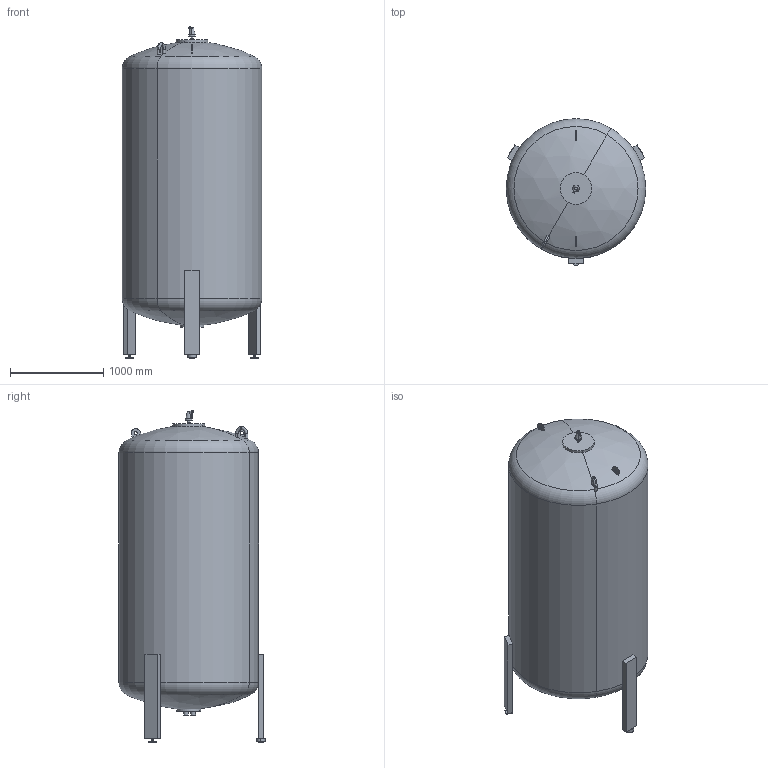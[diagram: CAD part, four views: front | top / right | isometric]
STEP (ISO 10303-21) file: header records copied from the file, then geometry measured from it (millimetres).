
FILE_DESCRIPTION (( 'STEP AP214' ), '1' );
FILE_NAME ('MV_5000_3.STEP', '2024-04-08T13:10:37', ( '' ), ( '' ), 'SwSTEP 2.0', 'SolidWorks 2021', '' );
FILE_SCHEMA (( 'AUTOMOTIVE_DESIGN' ));
Length unit declared in the file: millimetre
Products named in the file (3): MV_5000_3.dwg; MV_5000_3; 17722_flmacomat_fg_5000_pn3.dwg
Assembly tree (2 placements, depth 3):
  MV_5000_3
    MV_5000_3.dwg
      17722_flmacomat_fg_5000_pn3.dwg
Bounding box: 1500 x 1570 x 3568.75 mm (x, y, z)
Volume: 5058920776.1 mm3; surface area: 17503526.3 mm2
Topology: 7 solids, 7 shells, 161 faces, 347 edges, 217 vertices
Faces by surface type: plane 73, cylinder 54, torus 20, sphere 8, cone 6
Entity records: 4768 total; most frequent: CARTESIAN_POINT 998, DIRECTION 837, ORIENTED_EDGE 690, EDGE_CURVE 345, AXIS2_PLACEMENT_3D 339, VERTEX_POINT 217, EDGE_LOOP 184, CIRCLE 172
